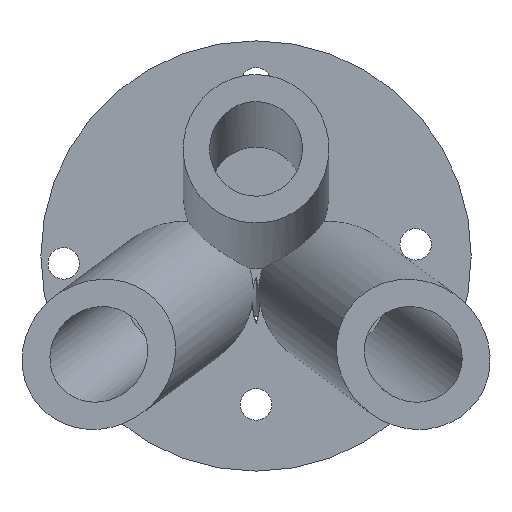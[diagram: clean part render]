
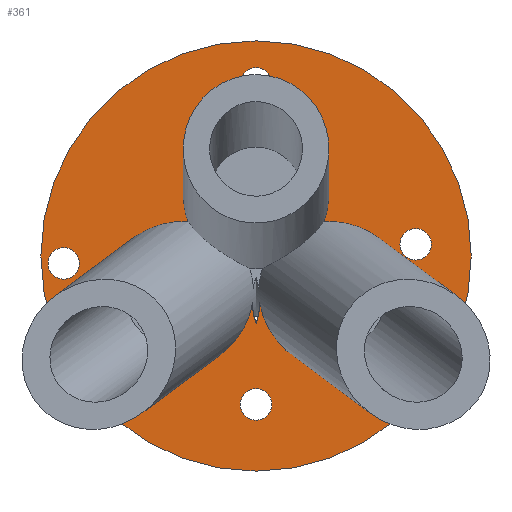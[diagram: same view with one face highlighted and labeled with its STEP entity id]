
A CAD part, front view. The second image highlights one B-rep face of the part: STEP entity #361.
In plain terms, the highlighted planar face has unit normal (0, -1, 0).
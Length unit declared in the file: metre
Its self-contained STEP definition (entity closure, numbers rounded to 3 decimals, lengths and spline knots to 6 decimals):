
#12=ELLIPSE('',#416,0.008095,0.007479);
#13=ELLIPSE('',#417,0.007619,0.007479);
#14=ELLIPSE('',#418,0.008095,0.007479);
#30=PLANE('',#415);
#74=ORIENTED_EDGE('',*,*,#162,.F.);
#75=ORIENTED_EDGE('',*,*,#163,.F.);
#76=ORIENTED_EDGE('',*,*,#164,.F.);
#77=ORIENTED_EDGE('',*,*,#151,.T.);
#78=ORIENTED_EDGE('',*,*,#144,.F.);
#79=ORIENTED_EDGE('',*,*,#158,.T.);
#80=ORIENTED_EDGE('',*,*,#156,.T.);
#81=ORIENTED_EDGE('',*,*,#154,.F.);
#82=ORIENTED_EDGE('',*,*,#152,.F.);
#83=ORIENTED_EDGE('',*,*,#160,.T.);
#144=EDGE_CURVE('',#189,#190,#224,.T.);
#151=EDGE_CURVE('',#193,#190,#228,.T.);
#152=EDGE_CURVE('',#195,#195,#229,.T.);
#154=EDGE_CURVE('',#197,#197,#231,.T.);
#156=EDGE_CURVE('',#199,#199,#233,.T.);
#158=EDGE_CURVE('',#201,#201,#235,.T.);
#160=EDGE_CURVE('',#203,#203,#237,.T.);
#162=EDGE_CURVE('',#205,#189,#12,.T.);
#163=EDGE_CURVE('',#206,#205,#13,.T.);
#164=EDGE_CURVE('',#193,#206,#14,.T.);
#189=VERTEX_POINT('',#590);
#190=VERTEX_POINT('',#592);
#193=VERTEX_POINT('',#604);
#195=VERTEX_POINT('',#611);
#197=VERTEX_POINT('',#616);
#199=VERTEX_POINT('',#621);
#201=VERTEX_POINT('',#626);
#203=VERTEX_POINT('',#631);
#205=VERTEX_POINT('',#636);
#206=VERTEX_POINT('',#638);
#224=CIRCLE('',#394,0.00763);
#228=CIRCLE('',#399,0.00763);
#229=CIRCLE('',#401,0.001615);
#231=CIRCLE('',#404,0.001615);
#233=CIRCLE('',#407,0.001615);
#235=CIRCLE('',#410,0.001615);
#237=CIRCLE('',#413,0.02207);
#253=EDGE_LOOP('',(#74,#75,#76,#77,#78));
#254=EDGE_LOOP('',(#79));
#255=EDGE_LOOP('',(#80));
#256=EDGE_LOOP('',(#81));
#257=EDGE_LOOP('',(#82));
#258=EDGE_LOOP('',(#83));
#302=FACE_BOUND('',#253,.T.);
#303=FACE_BOUND('',#254,.T.);
#304=FACE_BOUND('',#255,.T.);
#305=FACE_BOUND('',#256,.T.);
#306=FACE_BOUND('',#257,.T.);
#307=FACE_BOUND('',#258,.T.);
#361=ADVANCED_FACE('',(#302,#303,#304,#305,#306,#307),#30,.T.);
#394=AXIS2_PLACEMENT_3D('',#591,#459,#460);
#399=AXIS2_PLACEMENT_3D('',#608,#471,#472);
#401=AXIS2_PLACEMENT_3D('',#610,#475,#476);
#404=AXIS2_PLACEMENT_3D('',#615,#481,#482);
#407=AXIS2_PLACEMENT_3D('',#620,#487,#488);
#410=AXIS2_PLACEMENT_3D('',#625,#493,#494);
#413=AXIS2_PLACEMENT_3D('',#630,#499,#500);
#415=AXIS2_PLACEMENT_3D('',#634,#503,#504);
#416=AXIS2_PLACEMENT_3D('',#635,#505,#506);
#417=AXIS2_PLACEMENT_3D('',#637,#507,#508);
#418=AXIS2_PLACEMENT_3D('',#639,#509,#510);
#459=DIRECTION('',(0.,-1.,0.));
#460=DIRECTION('',(0.,0.,-1.));
#471=DIRECTION('',(0.,1.,0.));
#472=DIRECTION('',(0.,0.,-1.));
#475=DIRECTION('',(0.,-1.,0.));
#476=DIRECTION('',(0.,0.,-1.));
#481=DIRECTION('',(0.,-1.,0.));
#482=DIRECTION('',(0.,0.,-1.));
#487=DIRECTION('',(0.,1.,0.));
#488=DIRECTION('',(0.,0.,-1.));
#493=DIRECTION('',(0.,1.,0.));
#494=DIRECTION('',(0.,0.,-1.));
#499=DIRECTION('',(0.,-1.,0.));
#500=DIRECTION('',(0.,0.,-1.));
#503=DIRECTION('',(0.,-1.,0.));
#504=DIRECTION('',(1.,0.,0.));
#505=DIRECTION('',(0.,-1.,0.));
#506=DIRECTION('',(-0.803,0.,-0.597));
#507=DIRECTION('',(0.,-1.,0.));
#508=DIRECTION('',(0.,0.,1.));
#509=DIRECTION('',(0.,-1.,0.));
#510=DIRECTION('',(0.803,0.,-0.597));
#590=CARTESIAN_POINT('',(-0.000384,0.1484,0.064874));
#591=CARTESIAN_POINT('',(0.007242,0.1484,0.06512));
#592=CARTESIAN_POINT('',(0.,0.1484,0.062719));
#604=CARTESIAN_POINT('',(0.000384,0.1484,0.064874));
#608=CARTESIAN_POINT('',(-0.007242,0.1484,0.06512));
#610=CARTESIAN_POINT('',(0.,0.1484,0.087391));
#611=CARTESIAN_POINT('',(0.,0.1484,0.085776));
#615=CARTESIAN_POINT('',(-0.019724,0.1484,0.068932));
#616=CARTESIAN_POINT('',(-0.019724,0.1484,0.067317));
#620=CARTESIAN_POINT('',(0.,0.1484,0.05447));
#621=CARTESIAN_POINT('',(0.,0.1484,0.052855));
#625=CARTESIAN_POINT('',(0.016371,0.1484,0.070888));
#626=CARTESIAN_POINT('',(0.016371,0.1484,0.069273));
#630=CARTESIAN_POINT('',(0.,0.1484,0.069692));
#631=CARTESIAN_POINT('',(0.,0.1484,0.047622));
#634=CARTESIAN_POINT('',(0.,0.1484,0.069692));
#635=CARTESIAN_POINT('',(-0.008164,0.1484,0.065523));
#636=CARTESIAN_POINT('',(-0.006949,0.1484,0.073202));
#637=CARTESIAN_POINT('',(0.,0.1484,0.07602));
#638=CARTESIAN_POINT('',(0.006949,0.1484,0.073202));
#639=CARTESIAN_POINT('',(0.008164,0.1484,0.065523));
